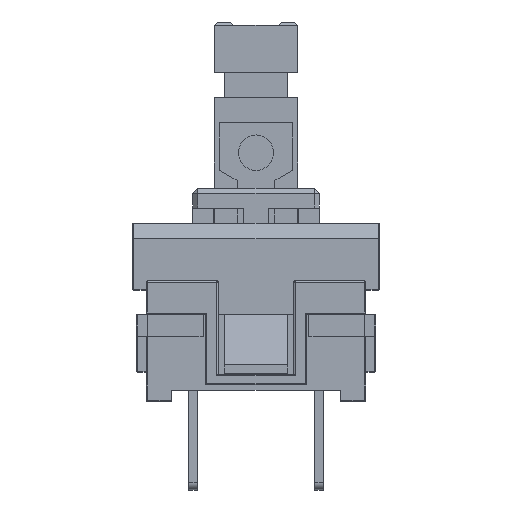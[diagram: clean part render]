
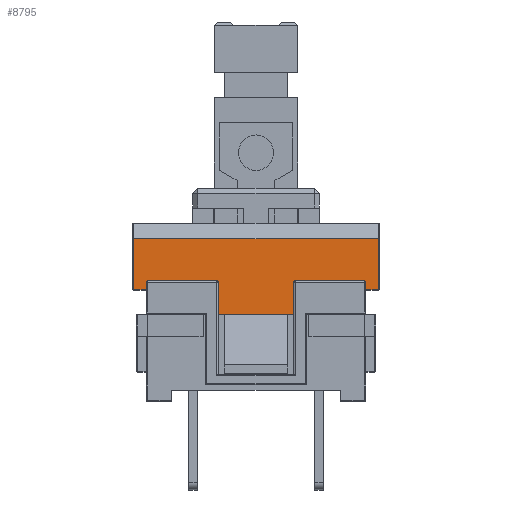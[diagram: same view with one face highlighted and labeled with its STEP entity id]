
A CAD part, top view. The second image highlights one B-rep face of the part: STEP entity #8795.
In plain terms, the highlighted planar face has unit normal (0, 0, 1).
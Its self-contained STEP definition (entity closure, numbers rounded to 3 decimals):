
#21 = CARTESIAN_POINT ( 'NONE',  ( 1.55, 1.32, 4.17 ) ) ;
#78 = EDGE_CURVE ( 'NONE', #7811, #1862, #7643, .T. ) ;
#133 = CARTESIAN_POINT ( 'NONE',  ( -4.35, 0., 4.17 ) ) ;
#141 = ORIENTED_EDGE ( 'NONE', *, *, #528, .F. ) ;
#528 = EDGE_CURVE ( 'NONE', #8805, #10402, #9652, .T. ) ;
#551 = EDGE_CURVE ( 'NONE', #2279, #2115, #1153, .T. ) ;
#650 = EDGE_CURVE ( 'NONE', #10674, #3253, #3422, .T. ) ;
#658 = CARTESIAN_POINT ( 'NONE',  ( 4.35, 0., 4.17 ) ) ;
#675 = CARTESIAN_POINT ( 'NONE',  ( 1.5, 0., 4.17 ) ) ;
#735 = ORIENTED_EDGE ( 'NONE', *, *, #78, .F. ) ;
#782 = EDGE_CURVE ( 'NONE', #2029, #10402, #5868, .T. ) ;
#1028 = CIRCLE ( 'NONE', #2024, 0.05 ) ;
#1118 = DIRECTION ( 'NONE',  ( -1., 0., 0. ) ) ;
#1153 = LINE ( 'NONE', #7057, #5185 ) ;
#1224 = ORIENTED_EDGE ( 'NONE', *, *, #3672, .T. ) ;
#1264 = CARTESIAN_POINT ( 'NONE',  ( -1.5, 1.27, 4.17 ) ) ;
#1280 = VECTOR ( 'NONE', #10562, 1000. ) ;
#1344 = DIRECTION ( 'NONE',  ( 0., 0., -1. ) ) ;
#1705 = CARTESIAN_POINT ( 'NONE',  ( 4.35, 0.976, 4.17 ) ) ;
#1716 = CARTESIAN_POINT ( 'NONE',  ( -1.55, 1.32, 4.17 ) ) ;
#1735 = VERTEX_POINT ( 'NONE', #3458 ) ;
#1755 = CARTESIAN_POINT ( 'NONE',  ( -1.5, 0., 4.17 ) ) ;
#1862 = VERTEX_POINT ( 'NONE', #3692 ) ;
#1890 = EDGE_CURVE ( 'NONE', #9259, #2930, #5062, .T. ) ;
#1934 = ORIENTED_EDGE ( 'NONE', *, *, #1890, .F. ) ;
#1937 = VERTEX_POINT ( 'NONE', #8043 ) ;
#2024 = AXIS2_PLACEMENT_3D ( 'NONE', #6473, #1344, #3935 ) ;
#2029 = VERTEX_POINT ( 'NONE', #8266 ) ;
#2060 = PLANE ( 'NONE',  #8620 ) ;
#2115 = VERTEX_POINT ( 'NONE', #675 ) ;
#2160 = EDGE_CURVE ( 'NONE', #1937, #1735, #3706, .T. ) ;
#2253 = EDGE_CURVE ( 'NONE', #2115, #7175, #5728, .T. ) ;
#2279 = VERTEX_POINT ( 'NONE', #2592 ) ;
#2341 = DIRECTION ( 'NONE',  ( 0., -1., 0. ) ) ;
#2372 = EDGE_CURVE ( 'NONE', #8805, #6069, #9371, .T. ) ;
#2592 = CARTESIAN_POINT ( 'NONE',  ( 1.5, 1.27, 4.17 ) ) ;
#2670 = DIRECTION ( 'NONE',  ( -1., 0., 0. ) ) ;
#2754 = VECTOR ( 'NONE', #7536, 1000. ) ;
#2761 = FACE_OUTER_BOUND ( 'NONE', #5558, .T. ) ;
#2773 = CIRCLE ( 'NONE', #4388, 0.05 ) ;
#2866 = CARTESIAN_POINT ( 'NONE',  ( 4.9, 0.976, 4.17 ) ) ;
#2930 = VERTEX_POINT ( 'NONE', #21 ) ;
#2945 = ORIENTED_EDGE ( 'NONE', *, *, #2372, .T. ) ;
#2998 = EDGE_CURVE ( 'NONE', #2279, #2930, #3016, .T. ) ;
#3016 = CIRCLE ( 'NONE', #3810, 0.05 ) ;
#3064 = LINE ( 'NONE', #10004, #9032 ) ;
#3253 = VERTEX_POINT ( 'NONE', #6392 ) ;
#3422 = LINE ( 'NONE', #8684, #6005 ) ;
#3435 = DIRECTION ( 'NONE',  ( -1., 0., 0. ) ) ;
#3457 = ORIENTED_EDGE ( 'NONE', *, *, #551, .F. ) ;
#3458 = CARTESIAN_POINT ( 'NONE',  ( 4.85, 3.002, 4.17 ) ) ;
#3500 = DIRECTION ( 'NONE',  ( 0., 0., -1. ) ) ;
#3672 = EDGE_CURVE ( 'NONE', #10674, #7978, #1028, .T. ) ;
#3681 = EDGE_CURVE ( 'NONE', #9259, #1862, #2773, .T. ) ;
#3692 = CARTESIAN_POINT ( 'NONE',  ( 4.35, 1.27, 4.17 ) ) ;
#3706 = LINE ( 'NONE', #11046, #2754 ) ;
#3776 = DIRECTION ( 'NONE',  ( 0., 0., 1. ) ) ;
#3810 = AXIS2_PLACEMENT_3D ( 'NONE', #5133, #11177, #5943 ) ;
#3935 = DIRECTION ( 'NONE',  ( 1., 0., 0. ) ) ;
#3969 = CARTESIAN_POINT ( 'NONE',  ( 4.3, 1.27, 4.17 ) ) ;
#3998 = ORIENTED_EDGE ( 'NONE', *, *, #10330, .F. ) ;
#4248 = DIRECTION ( 'NONE',  ( -1., 0., 0. ) ) ;
#4356 = LINE ( 'NONE', #2866, #7584 ) ;
#4388 = AXIS2_PLACEMENT_3D ( 'NONE', #3969, #5589, #4757 ) ;
#4489 = DIRECTION ( 'NONE',  ( 0., -1., 0. ) ) ;
#4690 = VECTOR ( 'NONE', #10801, 1000. ) ;
#4757 = DIRECTION ( 'NONE',  ( 1., 0., 0. ) ) ;
#4875 = CARTESIAN_POINT ( 'NONE',  ( -4.35, 1.27, 4.17 ) ) ;
#5062 = LINE ( 'NONE', #6416, #5320 ) ;
#5133 = CARTESIAN_POINT ( 'NONE',  ( 1.55, 1.27, 4.17 ) ) ;
#5185 = VECTOR ( 'NONE', #4489, 1000. ) ;
#5274 = ORIENTED_EDGE ( 'NONE', *, *, #2160, .T. ) ;
#5320 = VECTOR ( 'NONE', #1118, 1000. ) ;
#5347 = DIRECTION ( 'NONE',  ( 1., 0., 0. ) ) ;
#5558 = EDGE_LOOP ( 'NONE', ( #6305, #7632, #141, #2945, #5698, #10910, #1224, #7512, #8840, #3457, #8402, #1934, #6308, #735, #3998, #5274 ) ) ;
#5589 = DIRECTION ( 'NONE',  ( 0., 0., -1. ) ) ;
#5634 = CARTESIAN_POINT ( 'NONE',  ( -4.85, 0.976, 4.17 ) ) ;
#5698 = ORIENTED_EDGE ( 'NONE', *, *, #6303, .T. ) ;
#5728 = LINE ( 'NONE', #10183, #9127 ) ;
#5868 = LINE ( 'NONE', #7041, #1280 ) ;
#5943 = DIRECTION ( 'NONE',  ( 1., 0., 0. ) ) ;
#6005 = VECTOR ( 'NONE', #2670, 1000. ) ;
#6069 = VERTEX_POINT ( 'NONE', #4875 ) ;
#6303 = EDGE_CURVE ( 'NONE', #6069, #3253, #10009, .T. ) ;
#6305 = ORIENTED_EDGE ( 'NONE', *, *, #7444, .T. ) ;
#6308 = ORIENTED_EDGE ( 'NONE', *, *, #3681, .T. ) ;
#6392 = CARTESIAN_POINT ( 'NONE',  ( -4.3, 1.32, 4.17 ) ) ;
#6416 = CARTESIAN_POINT ( 'NONE',  ( 4.35, 1.32, 4.17 ) ) ;
#6473 = CARTESIAN_POINT ( 'NONE',  ( -1.55, 1.27, 4.17 ) ) ;
#6646 = AXIS2_PLACEMENT_3D ( 'NONE', #7891, #3500, #5347 ) ;
#7041 = CARTESIAN_POINT ( 'NONE',  ( -4.85, 0.976, 4.17 ) ) ;
#7057 = CARTESIAN_POINT ( 'NONE',  ( 1.5, 1.32, 4.17 ) ) ;
#7175 = VERTEX_POINT ( 'NONE', #1755 ) ;
#7334 = VECTOR ( 'NONE', #10493, 1000. ) ;
#7424 = CARTESIAN_POINT ( 'NONE',  ( 4.9, 0.976, 4.17 ) ) ;
#7444 = EDGE_CURVE ( 'NONE', #1735, #2029, #7660, .T. ) ;
#7468 = DIRECTION ( 'NONE',  ( -1., 0., 0. ) ) ;
#7507 = EDGE_CURVE ( 'NONE', #7978, #7175, #3064, .T. ) ;
#7512 = ORIENTED_EDGE ( 'NONE', *, *, #7507, .T. ) ;
#7536 = DIRECTION ( 'NONE',  ( 0., 1., 0. ) ) ;
#7584 = VECTOR ( 'NONE', #3435, 1000. ) ;
#7632 = ORIENTED_EDGE ( 'NONE', *, *, #782, .T. ) ;
#7643 = LINE ( 'NONE', #658, #9541 ) ;
#7660 = LINE ( 'NONE', #10690, #4690 ) ;
#7811 = VERTEX_POINT ( 'NONE', #1705 ) ;
#7891 = CARTESIAN_POINT ( 'NONE',  ( -4.3, 1.27, 4.17 ) ) ;
#7903 = VECTOR ( 'NONE', #7468, 1000. ) ;
#7978 = VERTEX_POINT ( 'NONE', #1264 ) ;
#8043 = CARTESIAN_POINT ( 'NONE',  ( 4.85, 0.976, 4.17 ) ) ;
#8092 = CARTESIAN_POINT ( 'NONE',  ( 4.9, 0., 4.17 ) ) ;
#8168 = CARTESIAN_POINT ( 'NONE',  ( -4.35, 0.976, 4.17 ) ) ;
#8266 = CARTESIAN_POINT ( 'NONE',  ( -4.85, 3.002, 4.17 ) ) ;
#8402 = ORIENTED_EDGE ( 'NONE', *, *, #2998, .T. ) ;
#8620 = AXIS2_PLACEMENT_3D ( 'NONE', #8092, #3776, #9813 ) ;
#8684 = CARTESIAN_POINT ( 'NONE',  ( 4.35, 1.32, 4.17 ) ) ;
#8795 = ADVANCED_FACE ( 'NONE', ( #2761 ), #2060, .T. ) ;
#8805 = VERTEX_POINT ( 'NONE', #8168 ) ;
#8840 = ORIENTED_EDGE ( 'NONE', *, *, #2253, .F. ) ;
#8916 = CARTESIAN_POINT ( 'NONE',  ( 4.3, 1.32, 4.17 ) ) ;
#9032 = VECTOR ( 'NONE', #2341, 1000. ) ;
#9127 = VECTOR ( 'NONE', #4248, 1000. ) ;
#9259 = VERTEX_POINT ( 'NONE', #8916 ) ;
#9371 = LINE ( 'NONE', #133, #7334 ) ;
#9541 = VECTOR ( 'NONE', #10931, 1000. ) ;
#9652 = LINE ( 'NONE', #7424, #7903 ) ;
#9813 = DIRECTION ( 'NONE',  ( 1., 0., 0. ) ) ;
#10004 = CARTESIAN_POINT ( 'NONE',  ( -1.5, 1.32, 4.17 ) ) ;
#10009 = CIRCLE ( 'NONE', #6646, 0.05 ) ;
#10183 = CARTESIAN_POINT ( 'NONE',  ( 4.35, 0., 4.17 ) ) ;
#10330 = EDGE_CURVE ( 'NONE', #1937, #7811, #4356, .T. ) ;
#10402 = VERTEX_POINT ( 'NONE', #5634 ) ;
#10493 = DIRECTION ( 'NONE',  ( 0., 1., 0. ) ) ;
#10562 = DIRECTION ( 'NONE',  ( 0., -1., 0. ) ) ;
#10674 = VERTEX_POINT ( 'NONE', #1716 ) ;
#10690 = CARTESIAN_POINT ( 'NONE',  ( 4.9, 3.002, 4.17 ) ) ;
#10801 = DIRECTION ( 'NONE',  ( -1., 0., 0. ) ) ;
#10910 = ORIENTED_EDGE ( 'NONE', *, *, #650, .F. ) ;
#10931 = DIRECTION ( 'NONE',  ( 0., 1., 0. ) ) ;
#11046 = CARTESIAN_POINT ( 'NONE',  ( 4.85, 0., 4.17 ) ) ;
#11177 = DIRECTION ( 'NONE',  ( 0., 0., -1. ) ) ;
